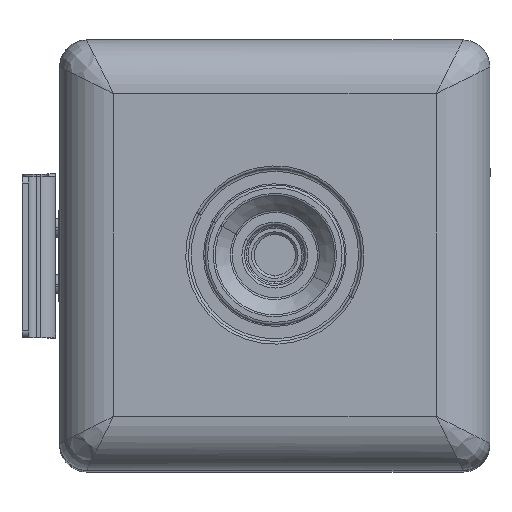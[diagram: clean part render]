
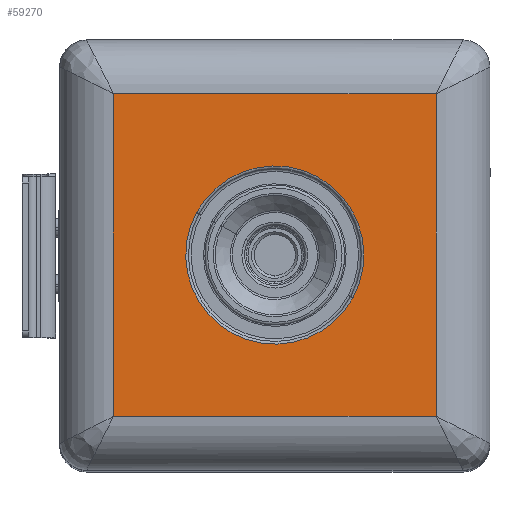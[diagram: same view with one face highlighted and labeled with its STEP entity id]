
A CAD part, top view. The second image highlights one B-rep face of the part: STEP entity #59270.
In plain terms, the highlighted planar face has unit normal (0, 0, 1).
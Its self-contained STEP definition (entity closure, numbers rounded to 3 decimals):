
#53594=CARTESIAN_POINT('Vertex',(-120.,120.,403.)) ;
#53619=CARTESIAN_POINT('Vertex',(-120.,-120.,403.)) ;
#53622=CARTESIAN_POINT('Line Origine',(-120.,0.,403.)) ;
#59222=CARTESIAN_POINT('Axis2P3D Location',(0.,0.,403.)) ;
#59227=CARTESIAN_POINT('Line Origine',(0.,120.,403.)) ;
#59231=CARTESIAN_POINT('Vertex',(120.,120.,403.)) ;
#59234=CARTESIAN_POINT('Line Origine',(0.,-120.,403.)) ;
#59238=CARTESIAN_POINT('Vertex',(120.,-120.,403.)) ;
#59241=CARTESIAN_POINT('Line Origine',(120.,0.,403.)) ;
#59252=CARTESIAN_POINT('Axis2P3D Location',(0.,0.,403.)) ;
#59256=CARTESIAN_POINT('Vertex',(58.14,-31.762,403.)) ;
#59258=CARTESIAN_POINT('Vertex',(-58.14,31.762,403.)) ;
#59261=CARTESIAN_POINT('Axis2P3D Location',(0.,0.,403.)) ;
#53624=VECTOR('Line Direction',#53623,1.) ;
#59229=VECTOR('Line Direction',#59228,1.) ;
#59236=VECTOR('Line Direction',#59235,1.) ;
#59243=VECTOR('Line Direction',#59242,1.) ;
#53623=DIRECTION('Vector Direction',(0.,1.,0.)) ;
#59223=DIRECTION('Axis2P3D Direction',(0.,-0.,1.)) ;
#59224=DIRECTION('Axis2P3D XDirection',(0.,1.,0.)) ;
#59228=DIRECTION('Vector Direction',(1.,0.,0.)) ;
#59235=DIRECTION('Vector Direction',(-1.,0.,0.)) ;
#59242=DIRECTION('Vector Direction',(0.,-1.,0.)) ;
#59253=DIRECTION('Axis2P3D Direction',(0.,-0.,1.)) ;
#59262=DIRECTION('Axis2P3D Direction',(0.,-0.,1.)) ;
#59225=AXIS2_PLACEMENT_3D('Plane Axis2P3D',#59222,#59223,#59224) ;
#59254=AXIS2_PLACEMENT_3D('Circle Axis2P3D',#59252,#59253,$) ;
#59263=AXIS2_PLACEMENT_3D('Circle Axis2P3D',#59261,#59262,$) ;
#53625=LINE('Line',#53622,#53624) ;
#59230=LINE('Line',#59227,#59229) ;
#59237=LINE('Line',#59234,#59236) ;
#59244=LINE('Line',#59241,#59243) ;
#59255=CIRCLE('generated circle',#59254,66.25) ;
#59264=CIRCLE('generated circle',#59263,66.25) ;
#59226=PLANE('',#59225) ;
#59269=FACE_BOUND('',#59266,.T.) ;
#53626=EDGE_CURVE('',#53620,#53595,#53625,.T.) ;
#59233=EDGE_CURVE('',#53595,#59232,#59230,.T.) ;
#59240=EDGE_CURVE('',#59239,#53620,#59237,.T.) ;
#59245=EDGE_CURVE('',#59232,#59239,#59244,.T.) ;
#59260=EDGE_CURVE('',#59257,#59259,#59255,.T.) ;
#59265=EDGE_CURVE('',#59259,#59257,#59264,.T.) ;
#59247=ORIENTED_EDGE('',*,*,#59233,.F.) ;
#59248=ORIENTED_EDGE('',*,*,#53626,.F.) ;
#59249=ORIENTED_EDGE('',*,*,#59240,.F.) ;
#59250=ORIENTED_EDGE('',*,*,#59245,.F.) ;
#59267=ORIENTED_EDGE('',*,*,#59260,.F.) ;
#59268=ORIENTED_EDGE('',*,*,#59265,.F.) ;
#59246=EDGE_LOOP('',(#59247,#59248,#59249,#59250)) ;
#59266=EDGE_LOOP('',(#59267,#59268)) ;
#53595=VERTEX_POINT('',#53594) ;
#53620=VERTEX_POINT('',#53619) ;
#59232=VERTEX_POINT('',#59231) ;
#59239=VERTEX_POINT('',#59238) ;
#59257=VERTEX_POINT('',#59256) ;
#59259=VERTEX_POINT('',#59258) ;
#59270=ADVANCED_FACE('PartBody',(#59251,#59269),#59226,.T.) ;
#59251=FACE_OUTER_BOUND('',#59246,.T.) ;
